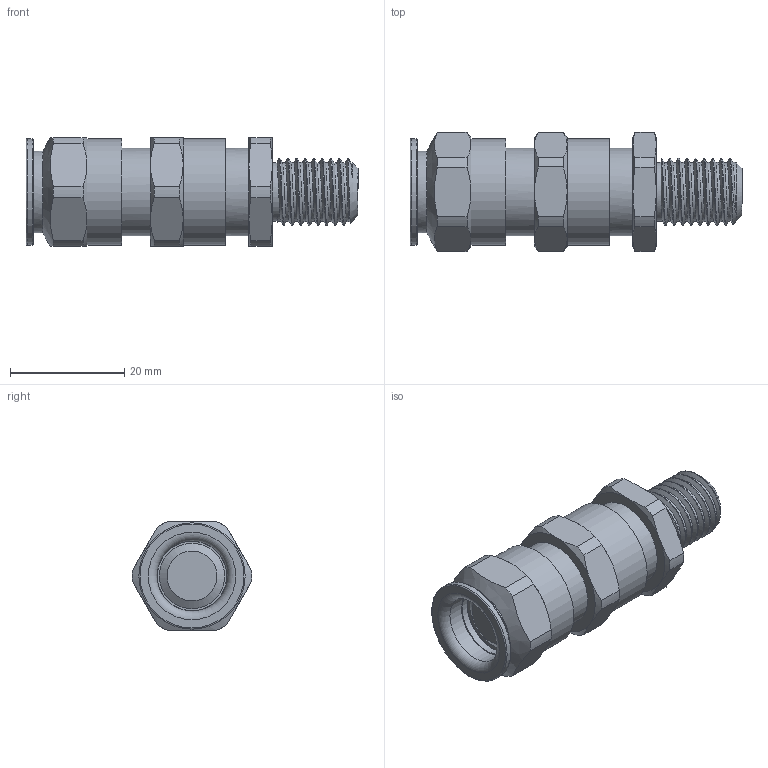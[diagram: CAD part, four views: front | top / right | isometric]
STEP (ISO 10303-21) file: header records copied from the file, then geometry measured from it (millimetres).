
FILE_DESCRIPTION(/* description */ ('ADE-4F M12x1,5, No 5'),/* implementation_level */ '2;1');
FILE_NAME(/* name */ '00846404V1-RST.stp',/* time_stamp */ '2022-09-15T11:00:15+02:00',/* author */ ('sl'),/* organization */ (''),/* preprocessor_version */ 'ST-DEVELOPER v16.5',/* originating_system */ 'Autodesk Inventor 2017',/* authorisation */ '');
FILE_SCHEMA (('AUTOMOTIVE_DESIGN { 1 0 10303 214 3 1 1 }'));
Length unit declared in the file: millimetre
Products named in the file (9): ADE-4F-07-BG-0001-00846404V1; 00846404V1; 00846404V1_1; 00846404V1_2; 00846404V1_3; 00846404V1_4; 00846404V1_5; 00846404V1_6; 00846404V1_7
Assembly tree (8 placements, depth 2):
  ADE-4F-07-BG-0001-00846404V1
    00846404V1
    00846404V1_1
    00846404V1_2
    00846404V1_3
    00846404V1_4
    00846404V1_5
    00846404V1_6
    00846404V1_7
Bounding box: 58.08 x 20.9 x 19 mm (x, y, z)
Volume: 7196.4 mm3; surface area: 11660.2 mm2
Topology: 10 solids, 10 shells, 225 faces, 488 edges, 305 vertices
Faces by surface type: cylinder 85, plane 65, cone 48, torus 17, bspline 10
Full cylindrical faces by diameter (mm): 7.09 x1, 8.43 x1, 8.6 x1, 9.36 x1, 9.59 x1, 10.328 x9, 10.42 x1, 10.72 x1, 10.73 x1, 11.45 x1, 11.71 x1, 11.94 x2, 11.98 x1, 12 x1, 12.12 x1, 12.17 x1, 12.32 x1, 12.84 x1, 13.12 x1, 13.25 x1, 13.33 x1, 13.39 x1, 13.4 x1, 14.32 x1, 14.8 x1, 15.278 x3, 15.29 x2, 15.66 x5, 15.76 x1, 15.93 x2
Entity records: 10135 total; most frequent: CARTESIAN_POINT 6107, DIRECTION 826, ORIENTED_EDGE 664, AXIS2_PLACEMENT_3D 395, EDGE_CURVE 330, EDGE_LOOP 310, VERTEX_POINT 244, FACE_OUTER_BOUND 200
